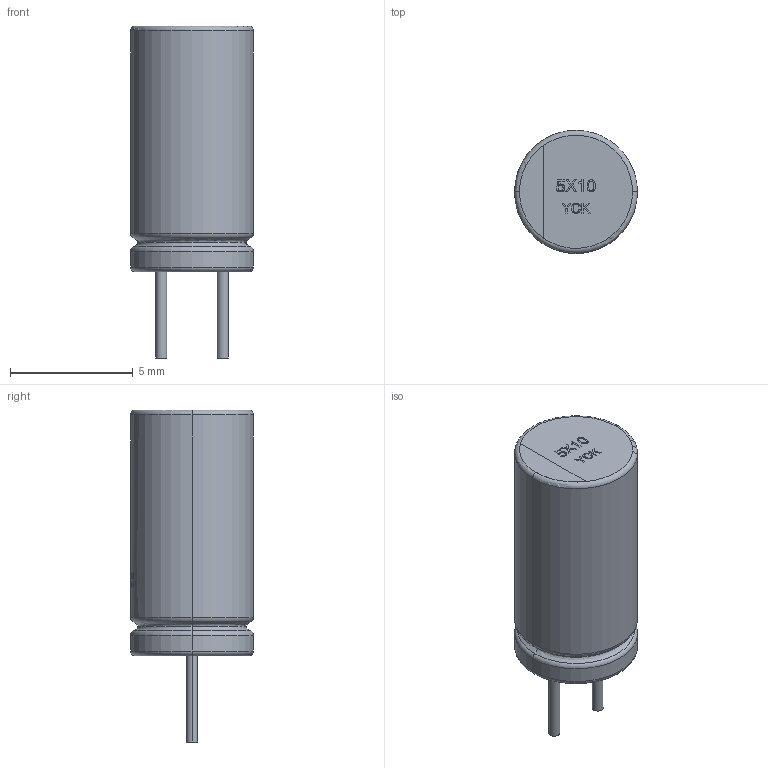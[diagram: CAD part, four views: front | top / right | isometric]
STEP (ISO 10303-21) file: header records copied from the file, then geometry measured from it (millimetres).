
FILE_DESCRIPTION (( 'STEP AP214' ), '1' );
FILE_NAME ('CAP-TH_BD5.0-H10.0-P2.5.step', '2022-07-01T07:21:30', ( '' ), ( '' ), 'SwSTEP 2.0', 'SolidWorks 2020', '' );
FILE_SCHEMA (( 'AUTOMOTIVE_DESIGN' ));
Length unit declared in the file: millimetre
Products named in the file (1): CAP-TH_BD5.0-H10.0-P2.5
Bounding box: 5 x 5 x 13.5 mm (x, y, z)
Volume: 192.7 mm3; surface area: 210.2 mm2
Topology: 1 solids, 1 shells, 342 faces, 911 edges, 601 vertices
Faces by surface type: plane 170, bspline 131, cylinder 31, torus 10
Entity records: 17804 total; most frequent: CARTESIAN_POINT 6993, ORIENTED_EDGE 1822, EDGE_CURVE 911, DIRECTION 909, VERTEX_POINT 601, VECTOR 393, LINE 393, EDGE_LOOP 372
